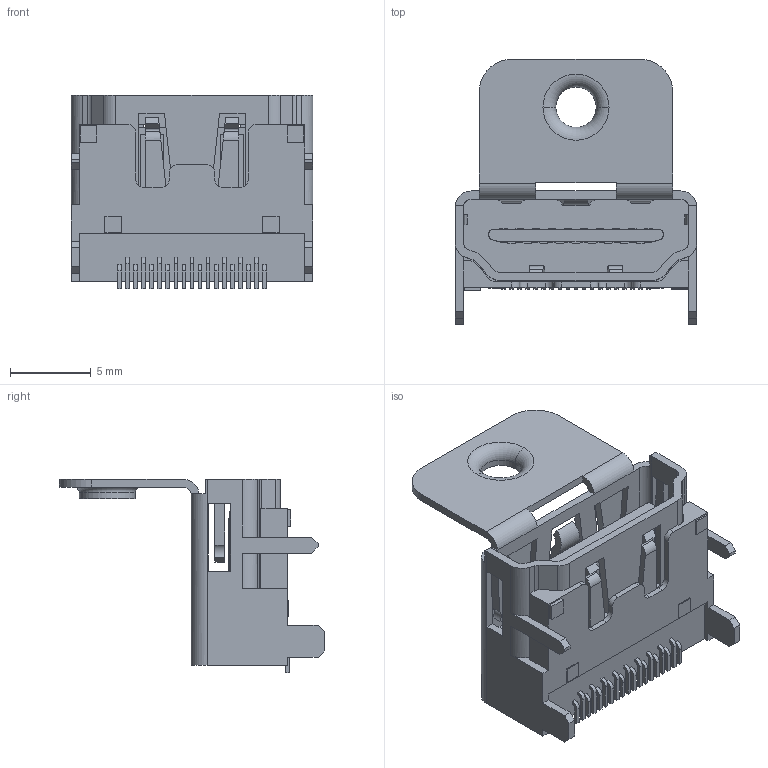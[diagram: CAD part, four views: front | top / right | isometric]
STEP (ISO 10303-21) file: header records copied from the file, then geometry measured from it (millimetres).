
FILE_DESCRIPTION((''),'2;1');
FILE_NAME('C-8-1747981-1','2019-11-27T10:28:41',('workeradm'),('TE Connectivity Ltd.'),'CREO PARAMETRIC BY PTC INC, 2019030','CREO PARAMETRIC BY PTC INC, 2019030','');
FILE_SCHEMA(('AUTOMOTIVE_DESIGN { 1 0 10303 214 1 1 1 1 }'));
Length unit declared in the file: millimetre
Products named in the file (1): C-8-1747981-1
Bounding box: 15 x 16.45 x 12 mm (x, y, z)
Volume: 642.1 mm3; surface area: 1370.2 mm2
Topology: 1 solids, 1 shells, 455 faces, 1280 edges, 850 vertices
Faces by surface type: plane 351, cylinder 100, torus 4
Entity records: 14840 total; most frequent: CARTESIAN_POINT 2750, ORIENTED_EDGE 2546, DIRECTION 2426, EDGE_CURVE 1273, VECTOR 1064, LINE 1064, VERTEX_POINT 836, AXIS2_PLACEMENT_3D 681
